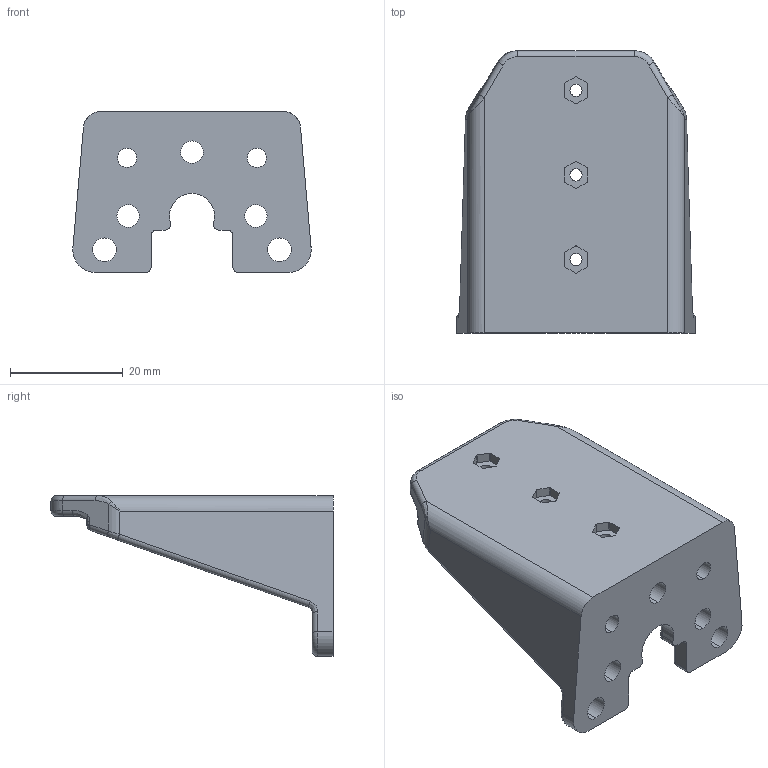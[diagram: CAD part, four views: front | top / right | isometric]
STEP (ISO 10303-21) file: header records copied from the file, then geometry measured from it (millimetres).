
FILE_DESCRIPTION (( 'STEP AP203' ), '1' );
Length unit declared in the file: millimetre
Products named in the file (1): Support
Bounding box: 42.23 x 50 x 28.5 mm (x, y, z)
Volume: 12548.1 mm3; surface area: 7600 mm2
Topology: 1 solids, 1 shells, 158 faces, 409 edges, 246 vertices
Faces by surface type: cylinder 83, plane 40, bspline 20, sphere 10, torus 5
Entity records: 6450 total; most frequent: CARTESIAN_POINT 2594, ORIENTED_EDGE 798, DIRECTION 796, EDGE_CURVE 399, AXIS2_PLACEMENT_3D 304, VERTEX_POINT 246, LINE 188, VECTOR 188
